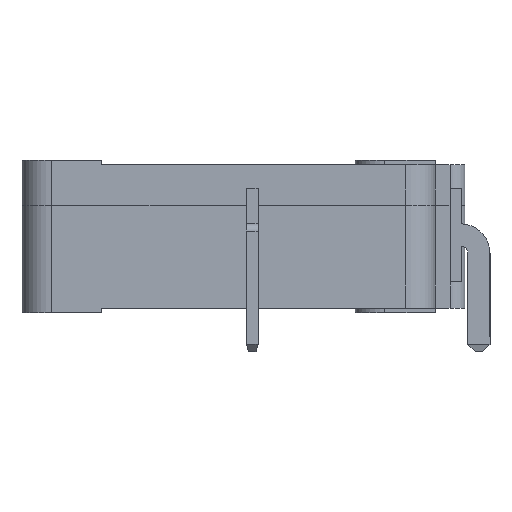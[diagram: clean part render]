
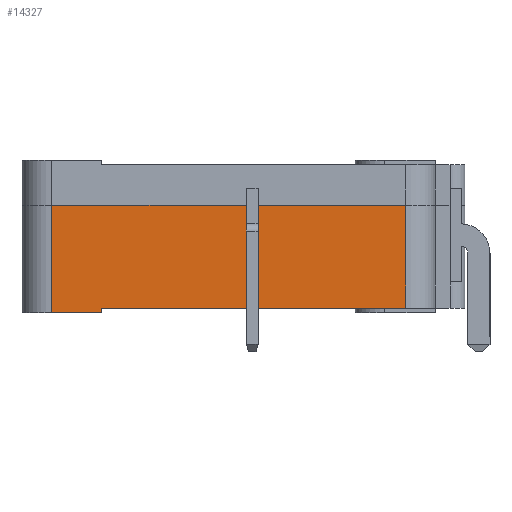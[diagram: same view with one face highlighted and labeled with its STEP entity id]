
A CAD part, front view. The second image highlights one B-rep face of the part: STEP entity #14327.
In plain terms, the highlighted planar face has unit normal (0, -1, 0).
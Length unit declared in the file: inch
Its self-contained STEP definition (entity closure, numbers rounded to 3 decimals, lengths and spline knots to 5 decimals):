
#833=FACE_OUTER_BOUND('',#1620,.T.);
#1620=EDGE_LOOP('',(#9816,#9817,#9818,#9819,#9820,#9821,#9822,#9823,#9824,
#9825));
#2678=LINE('',#19176,#4320);
#2691=LINE('',#19209,#4333);
#2719=LINE('',#19264,#4361);
#2720=LINE('',#19268,#4362);
#2721=LINE('',#19270,#4363);
#2722=LINE('',#19272,#4364);
#2723=LINE('',#19274,#4365);
#2724=LINE('',#19276,#4366);
#2725=LINE('',#19278,#4367);
#2726=LINE('',#19279,#4368);
#4320=VECTOR('',#16089,0.3937);
#4333=VECTOR('',#16112,0.3937);
#4361=VECTOR('',#16168,0.3937);
#4362=VECTOR('',#16173,0.3937);
#4363=VECTOR('',#16174,0.3937);
#4364=VECTOR('',#16175,0.3937);
#4365=VECTOR('',#16176,0.3937);
#4366=VECTOR('',#16177,0.3937);
#4367=VECTOR('',#16178,0.3937);
#4368=VECTOR('',#16179,0.3937);
#5919=VERTEX_POINT('',#19174);
#5920=VERTEX_POINT('',#19175);
#5934=VERTEX_POINT('',#19207);
#5935=VERTEX_POINT('',#19208);
#5949=VERTEX_POINT('',#19267);
#5950=VERTEX_POINT('',#19269);
#5951=VERTEX_POINT('',#19271);
#5952=VERTEX_POINT('',#19273);
#5953=VERTEX_POINT('',#19275);
#5954=VERTEX_POINT('',#19277);
#7415=EDGE_CURVE('',#5919,#5920,#2678,.T.);
#7431=EDGE_CURVE('',#5934,#5935,#2691,.T.);
#7460=EDGE_CURVE('',#5920,#5934,#2719,.T.);
#7461=EDGE_CURVE('',#5935,#5949,#2720,.T.);
#7462=EDGE_CURVE('',#5950,#5949,#2721,.T.);
#7463=EDGE_CURVE('',#5951,#5950,#2722,.T.);
#7464=EDGE_CURVE('',#5951,#5952,#2723,.T.);
#7465=EDGE_CURVE('',#5952,#5953,#2724,.T.);
#7466=EDGE_CURVE('',#5953,#5954,#2725,.T.);
#7467=EDGE_CURVE('',#5954,#5919,#2726,.T.);
#9816=ORIENTED_EDGE('',*,*,#7415,.T.);
#9817=ORIENTED_EDGE('',*,*,#7460,.T.);
#9818=ORIENTED_EDGE('',*,*,#7431,.T.);
#9819=ORIENTED_EDGE('',*,*,#7461,.T.);
#9820=ORIENTED_EDGE('',*,*,#7462,.F.);
#9821=ORIENTED_EDGE('',*,*,#7463,.F.);
#9822=ORIENTED_EDGE('',*,*,#7464,.T.);
#9823=ORIENTED_EDGE('',*,*,#7465,.T.);
#9824=ORIENTED_EDGE('',*,*,#7466,.T.);
#9825=ORIENTED_EDGE('',*,*,#7467,.T.);
#13797=PLANE('',#15156);
#14327=ADVANCED_FACE('',(#833),#13797,.T.);
#15156=AXIS2_PLACEMENT_3D('',#19266,#16171,#16172);
#16089=DIRECTION('',(0.,0.,-1.));
#16112=DIRECTION('',(0.,0.,1.));
#16168=DIRECTION('',(-1.,0.,0.));
#16171=DIRECTION('center_axis',(0.,-1.,0.));
#16172=DIRECTION('ref_axis',(0.,0.,-1.));
#16173=DIRECTION('',(-1.,0.,0.));
#16174=DIRECTION('',(0.,0.,1.));
#16175=DIRECTION('',(-1.,0.,0.));
#16176=DIRECTION('',(0.,0.,1.));
#16177=DIRECTION('',(1.,0.,0.));
#16178=DIRECTION('',(0.,0.,1.));
#16179=DIRECTION('',(-1.,0.,0.));
#19174=CARTESIAN_POINT('',(-0.50984,-0.29429,0.28543));
#19175=CARTESIAN_POINT('',(-0.50984,-0.29429,0.08268));
#19176=CARTESIAN_POINT('',(-0.50984,-0.29429,0.14272));
#19207=CARTESIAN_POINT('',(-0.54134,-0.29429,0.08268));
#19208=CARTESIAN_POINT('',(-0.54134,-0.29429,0.28543));
#19209=CARTESIAN_POINT('',(-0.54134,-0.29429,0.06398));
#19264=CARTESIAN_POINT('',(-0.31398,-0.29429,0.08268));
#19266=CARTESIAN_POINT('Origin',(-0.11811,-0.29429,
0.));
#19267=CARTESIAN_POINT('',(-1.05906,-0.29429,0.28543));
#19268=CARTESIAN_POINT('',(-0.62797,-0.29429,0.28543));
#19269=CARTESIAN_POINT('',(-1.05906,-0.29429,0.));
#19270=CARTESIAN_POINT('',(-1.05906,-0.29429,0.));
#19271=CARTESIAN_POINT('',(-0.9252,-0.29429,0.));
#19272=CARTESIAN_POINT('',(-0.11811,-0.29429,0.));
#19273=CARTESIAN_POINT('',(-0.9252,-0.29429,0.01181));
#19274=CARTESIAN_POINT('',(-0.9252,-0.29429,0.));
#19275=CARTESIAN_POINT('',(-0.11811,-0.29429,0.01181));
#19276=CARTESIAN_POINT('',(-0.33275,-0.29429,0.01181));
#19277=CARTESIAN_POINT('',(-0.11811,-0.29429,0.28543));
#19278=CARTESIAN_POINT('',(-0.11811,-0.29429,0.));
#19279=CARTESIAN_POINT('',(-0.62797,-0.29429,0.28543));
